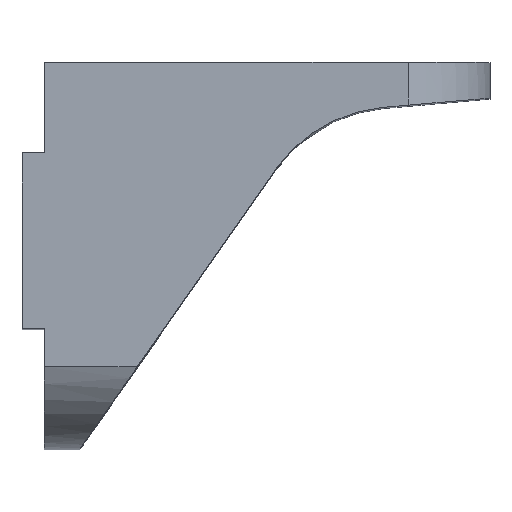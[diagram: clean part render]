
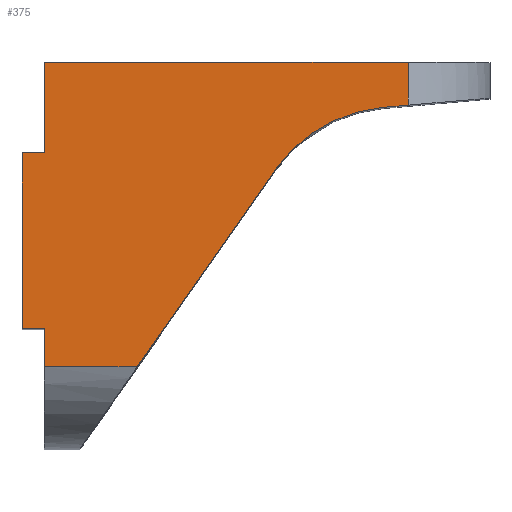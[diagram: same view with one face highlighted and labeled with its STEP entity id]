
A CAD part, top view. The second image highlights one B-rep face of the part: STEP entity #375.
In plain terms, the highlighted planar face has unit normal (0, 0, 1).
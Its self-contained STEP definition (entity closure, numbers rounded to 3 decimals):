
#37=FACE_OUTER_BOUND('',#57,.T.);
#57=EDGE_LOOP('',(#290,#291,#292,#293,#294,#295,#296,#297,#298,#299,#300));
#76=CIRCLE('',#421,5.);
#93=LINE('',#586,#131);
#98=LINE('',#602,#136);
#102=LINE('',#632,#140);
#103=LINE('',#636,#141);
#104=LINE('',#638,#142);
#105=LINE('',#640,#143);
#106=LINE('',#642,#144);
#107=LINE('',#643,#145);
#108=LINE('',#644,#146);
#109=LINE('',#645,#147);
#131=VECTOR('',#467,10.);
#136=VECTOR('',#482,10.);
#140=VECTOR('',#498,10.);
#141=VECTOR('',#501,10.);
#142=VECTOR('',#502,10.);
#143=VECTOR('',#503,10.);
#144=VECTOR('',#504,10.);
#145=VECTOR('',#505,10.);
#146=VECTOR('',#506,10.);
#147=VECTOR('',#507,10.);
#171=VERTEX_POINT('',#583);
#172=VERTEX_POINT('',#585);
#177=VERTEX_POINT('',#599);
#178=VERTEX_POINT('',#601);
#180=VERTEX_POINT('',#607);
#183=VERTEX_POINT('',#630);
#184=VERTEX_POINT('',#634);
#185=VERTEX_POINT('',#635);
#186=VERTEX_POINT('',#637);
#187=VERTEX_POINT('',#639);
#188=VERTEX_POINT('',#641);
#208=EDGE_CURVE('',#171,#172,#93,.T.);
#216=EDGE_CURVE('',#177,#178,#98,.T.);
#220=EDGE_CURVE('',#180,#177,#76,.T.);
#225=EDGE_CURVE('',#183,#180,#102,.T.);
#226=EDGE_CURVE('',#184,#185,#103,.T.);
#227=EDGE_CURVE('',#186,#184,#104,.T.);
#228=EDGE_CURVE('',#187,#186,#105,.F.);
#229=EDGE_CURVE('',#188,#187,#106,.T.);
#230=EDGE_CURVE('',#172,#188,#107,.F.);
#231=EDGE_CURVE('',#178,#171,#108,.T.);
#232=EDGE_CURVE('',#185,#183,#109,.T.);
#290=ORIENTED_EDGE('',*,*,#226,.F.);
#291=ORIENTED_EDGE('',*,*,#227,.F.);
#292=ORIENTED_EDGE('',*,*,#228,.F.);
#293=ORIENTED_EDGE('',*,*,#229,.F.);
#294=ORIENTED_EDGE('',*,*,#230,.F.);
#295=ORIENTED_EDGE('',*,*,#208,.F.);
#296=ORIENTED_EDGE('',*,*,#231,.F.);
#297=ORIENTED_EDGE('',*,*,#216,.F.);
#298=ORIENTED_EDGE('',*,*,#220,.F.);
#299=ORIENTED_EDGE('',*,*,#225,.F.);
#300=ORIENTED_EDGE('',*,*,#232,.F.);
#360=PLANE('',#425);
#375=ADVANCED_FACE('',(#37),#360,.F.);
#421=AXIS2_PLACEMENT_3D('',#609,#489,#490);
#425=AXIS2_PLACEMENT_3D('',#633,#499,#500);
#467=DIRECTION('',(0.,1.,0.));
#482=DIRECTION('',(-0.574,-0.819,0.));
#489=DIRECTION('center_axis',(0.,0.,1.));
#490=DIRECTION('ref_axis',(-0.5,0.866,0.));
#498=DIRECTION('',(-0.996,-0.087,0.));
#499=DIRECTION('center_axis',(0.,0.,-1.));
#500=DIRECTION('ref_axis',(-1.,0.,0.));
#501=DIRECTION('',(1.,0.,0.));
#502=DIRECTION('',(0.,1.,0.));
#503=DIRECTION('',(-1.,0.,0.));
#504=DIRECTION('',(0.,1.,0.));
#505=DIRECTION('',(1.,0.,0.));
#506=DIRECTION('',(-1.,0.,0.));
#507=DIRECTION('',(0.,-1.,0.));
#583=CARTESIAN_POINT('',(0.,-10.249,24.8));
#585=CARTESIAN_POINT('',(0.,-8.95,24.8));
#586=CARTESIAN_POINT('',(0.,-4.5,24.8));
#599=CARTESIAN_POINT('',(7.764,-3.626,24.8));
#601=CARTESIAN_POINT('',(3.126,-10.249,24.8));
#602=CARTESIAN_POINT('',(4.057,-8.92,24.8));
#607=CARTESIAN_POINT('',(11.424,-1.513,24.8));
#609=CARTESIAN_POINT('Origin',(11.86,-6.494,24.8));
#630=CARTESIAN_POINT('',(12.249,-1.441,24.8));
#632=CARTESIAN_POINT('',(4.66,-2.105,24.8));
#633=CARTESIAN_POINT('Origin',(0.,0.,24.8));
#634=CARTESIAN_POINT('',(0.,0.,24.8));
#635=CARTESIAN_POINT('',(12.249,0.,24.8));
#636=CARTESIAN_POINT('',(7.5,0.,24.8));
#637=CARTESIAN_POINT('',(0.,-3.05,24.8));
#638=CARTESIAN_POINT('',(0.,0.,24.8));
#639=CARTESIAN_POINT('',(-0.75,-3.05,24.8));
#640=CARTESIAN_POINT('',(0.,-3.05,24.8));
#641=CARTESIAN_POINT('',(-0.75,-8.95,24.8));
#642=CARTESIAN_POINT('',(-0.75,-1.5,24.8));
#643=CARTESIAN_POINT('',(-0.375,-8.95,24.8));
#644=CARTESIAN_POINT('',(2.602,-10.249,24.8));
#645=CARTESIAN_POINT('',(12.249,-2.73,24.8));
